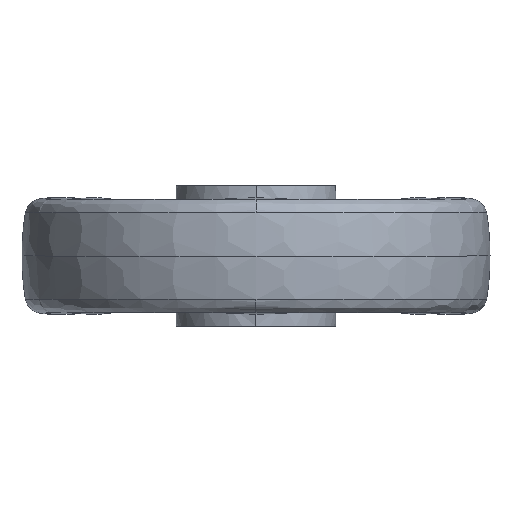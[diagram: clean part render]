
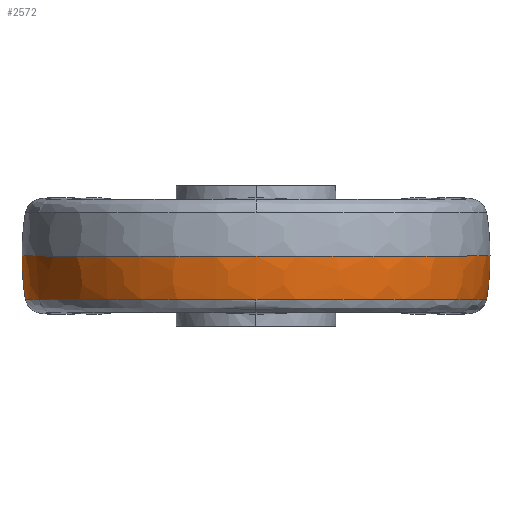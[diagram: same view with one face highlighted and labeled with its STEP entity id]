
A CAD part, left-side view. The second image highlights one B-rep face of the part: STEP entity #2572.
In plain terms, the highlighted toroidal (fillet/blend) face has major radius 4.992 mm and minor radius 105 mm.
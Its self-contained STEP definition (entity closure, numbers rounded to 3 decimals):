
#103 = ORIENTED_EDGE ( 'NONE', *, *, #1359, .F. ) ;
#172 = VERTEX_POINT ( 'NONE', #3698 ) ;
#249 = CIRCLE ( 'NONE', #2744, 98.58 ) ;
#267 = ORIENTED_EDGE ( 'NONE', *, *, #2877, .T. ) ;
#325 = AXIS2_PLACEMENT_3D ( 'NONE', #1276, #920, #3486 ) ;
#467 = VERTEX_POINT ( 'NONE', #2726 ) ;
#515 = DIRECTION ( 'NONE',  ( 0., 0., 1. ) ) ;
#560 = AXIS2_PLACEMENT_3D ( 'NONE', #3568, #4780, #2480 ) ;
#574 = CARTESIAN_POINT ( 'NONE',  ( 0., 4.992, -1.304 ) ) ;
#643 = AXIS2_PLACEMENT_3D ( 'NONE', #3133, #515, #3162 ) ;
#683 = CARTESIAN_POINT ( 'NONE',  ( 0., -4.992, -1.304 ) ) ;
#795 = EDGE_CURVE ( 'NONE', #172, #1047, #249, .T. ) ;
#800 = CIRCLE ( 'NONE', #1195, 105. ) ;
#920 = DIRECTION ( 'NONE',  ( 0., 0., 1. ) ) ;
#926 = CARTESIAN_POINT ( 'NONE',  ( 0., 0., -18.561 ) ) ;
#951 = DIRECTION ( 'NONE',  ( 0., 0., 1. ) ) ;
#1047 = VERTEX_POINT ( 'NONE', #2692 ) ;
#1195 = AXIS2_PLACEMENT_3D ( 'NONE', #683, #4034, #1415 ) ;
#1219 = EDGE_CURVE ( 'NONE', #2127, #2369, #4709, .T. ) ;
#1276 = CARTESIAN_POINT ( 'NONE',  ( 0., 0., 0. ) ) ;
#1281 = FACE_OUTER_BOUND ( 'NONE', #3605, .T. ) ;
#1359 = EDGE_CURVE ( 'NONE', #172, #2127, #800, .T. ) ;
#1382 = DIRECTION ( 'NONE',  ( 1., 0., 0. ) ) ;
#1415 = DIRECTION ( 'NONE',  ( 0., 0., -1. ) ) ;
#1515 = CIRCLE ( 'NONE', #1673, 105. ) ;
#1673 = AXIS2_PLACEMENT_3D ( 'NONE', #574, #3613, #1791 ) ;
#1784 = CARTESIAN_POINT ( 'NONE',  ( 0., 100., 0. ) ) ;
#1791 = DIRECTION ( 'NONE',  ( 0., 0., 1. ) ) ;
#2029 = ORIENTED_EDGE ( 'NONE', *, *, #795, .T. ) ;
#2125 = ORIENTED_EDGE ( 'NONE', *, *, #1219, .F. ) ;
#2127 = VERTEX_POINT ( 'NONE', #1784 ) ;
#2369 = VERTEX_POINT ( 'NONE', #4285 ) ;
#2480 = DIRECTION ( 'NONE',  ( 1., 0., 0. ) ) ;
#2572 = ADVANCED_FACE ( 'NONE', ( #1281 ), #4082, .T. ) ;
#2666 = CIRCLE ( 'NONE', #560, 98.58 ) ;
#2692 = CARTESIAN_POINT ( 'NONE',  ( -98.58, 0., -18.561 ) ) ;
#2726 = CARTESIAN_POINT ( 'NONE',  ( 0., -98.58, -18.561 ) ) ;
#2744 = AXIS2_PLACEMENT_3D ( 'NONE', #926, #951, #1382 ) ;
#2877 = EDGE_CURVE ( 'NONE', #1047, #467, #2666, .T. ) ;
#3133 = CARTESIAN_POINT ( 'NONE',  ( 0., 0., -1.304 ) ) ;
#3162 = DIRECTION ( 'NONE',  ( 0., -1., 0. ) ) ;
#3397 = EDGE_CURVE ( 'NONE', #467, #2369, #1515, .T. ) ;
#3486 = DIRECTION ( 'NONE',  ( 0., -1., 0. ) ) ;
#3568 = CARTESIAN_POINT ( 'NONE',  ( 0., 0., -18.561 ) ) ;
#3605 = EDGE_LOOP ( 'NONE', ( #103, #2029, #267, #3628, #2125 ) ) ;
#3613 = DIRECTION ( 'NONE',  ( -1., 0., 0. ) ) ;
#3628 = ORIENTED_EDGE ( 'NONE', *, *, #3397, .T. ) ;
#3698 = CARTESIAN_POINT ( 'NONE',  ( 0., 98.58, -18.561 ) ) ;
#4034 = DIRECTION ( 'NONE',  ( 1., 0., 0. ) ) ;
#4082 = TOROIDAL_SURFACE ( 'NONE', #643, -4.992, 105. ) ;
#4285 = CARTESIAN_POINT ( 'NONE',  ( 0., -100., 0. ) ) ;
#4709 = CIRCLE ( 'NONE', #325, 100. ) ;
#4780 = DIRECTION ( 'NONE',  ( 0., 0., 1. ) ) ;
